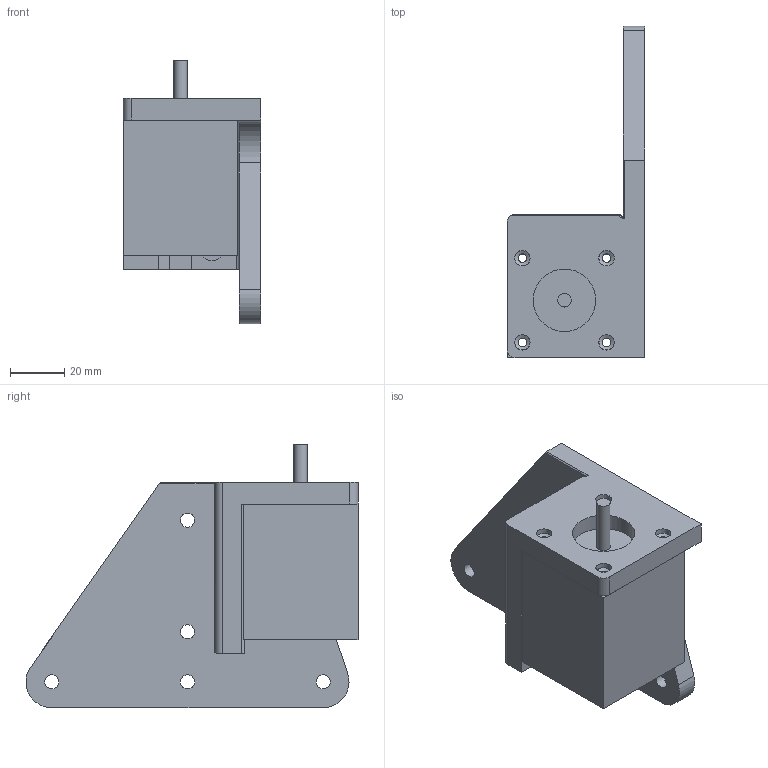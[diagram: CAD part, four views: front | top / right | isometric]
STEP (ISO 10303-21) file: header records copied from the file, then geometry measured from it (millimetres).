
FILE_DESCRIPTION(/* description */ (''),/* implementation_level */ '2;1');
FILE_NAME(/* name */ 'z_motor_mount.step',/* time_stamp */ '2018-12-24T17:27:21-06:00',/* author */ ('***REMOVED***'),/* organization */ (''),/* preprocessor_version */ 'ST-DEVELOPER v17.2',/* originating_system */ 'Autodesk Translation Framework v7.6.0.251',/* authorisation */ '');
FILE_SCHEMA (('AUTOMOTIVE_DESIGN { 1 0 10303 214 3 1 1 }'));
Length unit declared in the file: millimetre
Products named in the file (3): z motor mount; mount; motor dummy
Assembly tree (2 placements, depth 2):
  z motor mount
    mount
    motor dummy
Bounding box: 50.8 x 122.28 x 97 mm (x, y, z)
Volume: 184219.9 mm3; surface area: 43347.4 mm2
Topology: 2 solids, 2 shells, 83 faces, 205 edges, 139 vertices
Faces by surface type: plane 38, cylinder 36, cone 6, bspline 3
Full cylindrical faces by diameter (mm): 3.2 x8, 5 x1, 5.2 x7, 5.7 x4, 9.5 x7, 23 x2
Entity records: 3019 total; most frequent: CARTESIAN_POINT 795, DIRECTION 468, ORIENTED_EDGE 410, EDGE_CURVE 205, AXIS2_PLACEMENT_3D 182, VERTEX_POINT 139, EDGE_LOOP 128, LINE 104
